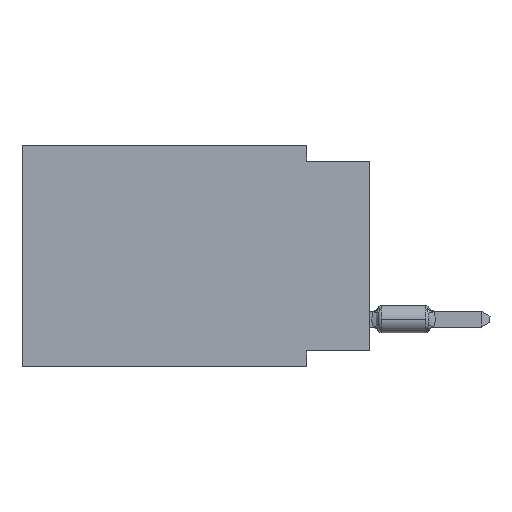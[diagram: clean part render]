
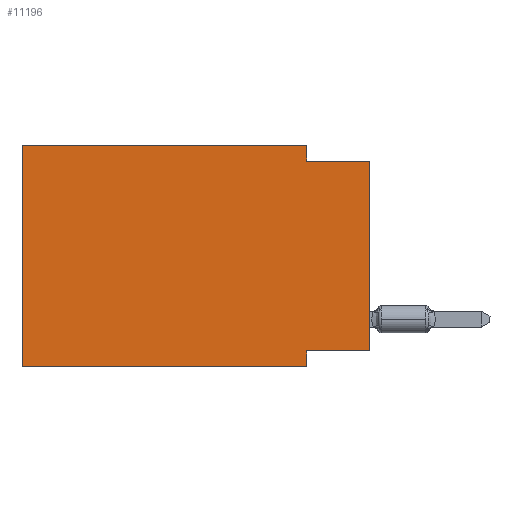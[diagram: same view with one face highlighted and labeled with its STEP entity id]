
A CAD part, left-side view. The second image highlights one B-rep face of the part: STEP entity #11196.
In plain terms, the highlighted planar face has unit normal (-1, 0, 0).
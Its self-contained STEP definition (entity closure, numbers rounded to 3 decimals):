
#4 = ORIENTED_EDGE ( 'NONE', *, *, #11973, .F. ) ;
#210 = CARTESIAN_POINT ( 'NONE',  ( 0., 0., -8.255 ) ) ;
#229 = DIRECTION ( 'NONE',  ( 0., 0., 1. ) ) ;
#425 = LINE ( 'NONE', #3249, #10676 ) ;
#679 = CARTESIAN_POINT ( 'NONE',  ( 0., 0., -8.255 ) ) ;
#1055 = CARTESIAN_POINT ( 'NONE',  ( 0., 0., -0.635 ) ) ;
#1140 = CARTESIAN_POINT ( 'NONE',  ( 0., 2.54, 0. ) ) ;
#1179 = VERTEX_POINT ( 'NONE', #210 ) ;
#1360 = EDGE_LOOP ( 'NONE', ( #13280, #6059, #10056, #10724, #6690, #5075, #4, #6670 ) ) ;
#1402 = VERTEX_POINT ( 'NONE', #3959 ) ;
#1699 = VERTEX_POINT ( 'NONE', #10753 ) ;
#1894 = LINE ( 'NONE', #4912, #6383 ) ;
#1935 = LINE ( 'NONE', #1055, #7979 ) ;
#1979 = DIRECTION ( 'NONE',  ( 0., 0., -1. ) ) ;
#2066 = LINE ( 'NONE', #13033, #2516 ) ;
#2298 = EDGE_CURVE ( 'NONE', #11195, #10640, #13207, .T. ) ;
#2380 = EDGE_CURVE ( 'NONE', #8160, #1402, #7435, .T. ) ;
#2493 = AXIS2_PLACEMENT_3D ( 'NONE', #11501, #7351, #11441 ) ;
#2516 = VECTOR ( 'NONE', #8145, 1000. ) ;
#3249 = CARTESIAN_POINT ( 'NONE',  ( 0., 2.54, -8.89 ) ) ;
#3251 = CARTESIAN_POINT ( 'NONE',  ( 0., 13.97, 0. ) ) ;
#3291 = VECTOR ( 'NONE', #8962, 1000. ) ;
#3888 = CARTESIAN_POINT ( 'NONE',  ( 0., 2.54, -8.255 ) ) ;
#3952 = DIRECTION ( 'NONE',  ( 0., -1., 0. ) ) ;
#3959 = CARTESIAN_POINT ( 'NONE',  ( 0., 13.97, 0. ) ) ;
#3987 = CARTESIAN_POINT ( 'NONE',  ( 0., 2.54, 0. ) ) ;
#4912 = CARTESIAN_POINT ( 'NONE',  ( 0., 13.97, -8.89 ) ) ;
#5075 = ORIENTED_EDGE ( 'NONE', *, *, #7918, .T. ) ;
#5244 = FACE_OUTER_BOUND ( 'NONE', #1360, .T. ) ;
#5599 = EDGE_CURVE ( 'NONE', #10640, #7568, #1935, .T. ) ;
#6059 = ORIENTED_EDGE ( 'NONE', *, *, #5599, .F. ) ;
#6332 = DIRECTION ( 'NONE',  ( 0., -1., 0. ) ) ;
#6383 = VECTOR ( 'NONE', #11111, 1000. ) ;
#6670 = ORIENTED_EDGE ( 'NONE', *, *, #6796, .F. ) ;
#6690 = ORIENTED_EDGE ( 'NONE', *, *, #2380, .F. ) ;
#6796 = EDGE_CURVE ( 'NONE', #1179, #12639, #7006, .T. ) ;
#7006 = LINE ( 'NONE', #679, #3291 ) ;
#7351 = DIRECTION ( 'NONE',  ( 1., 0., 0. ) ) ;
#7435 = LINE ( 'NONE', #3251, #10245 ) ;
#7487 = CARTESIAN_POINT ( 'NONE',  ( 0., 13.97, 0. ) ) ;
#7568 = VERTEX_POINT ( 'NONE', #12220 ) ;
#7918 = EDGE_CURVE ( 'NONE', #8160, #1699, #1894, .T. ) ;
#7973 = EDGE_CURVE ( 'NONE', #1402, #11195, #8363, .T. ) ;
#7979 = VECTOR ( 'NONE', #3952, 1000. ) ;
#8145 = DIRECTION ( 'NONE',  ( 0., 0., 1. ) ) ;
#8160 = VERTEX_POINT ( 'NONE', #11848 ) ;
#8363 = LINE ( 'NONE', #7487, #11123 ) ;
#8962 = DIRECTION ( 'NONE',  ( 0., 1., 0. ) ) ;
#8970 = VECTOR ( 'NONE', #1979, 1000. ) ;
#9048 = CARTESIAN_POINT ( 'NONE',  ( 0., 2.54, -0.635 ) ) ;
#10056 = ORIENTED_EDGE ( 'NONE', *, *, #2298, .F. ) ;
#10245 = VECTOR ( 'NONE', #229, 1000. ) ;
#10564 = PLANE ( 'NONE',  #2493 ) ;
#10640 = VERTEX_POINT ( 'NONE', #9048 ) ;
#10676 = VECTOR ( 'NONE', #11458, 1000. ) ;
#10724 = ORIENTED_EDGE ( 'NONE', *, *, #7973, .F. ) ;
#10753 = CARTESIAN_POINT ( 'NONE',  ( 0., 2.54, -8.89 ) ) ;
#11111 = DIRECTION ( 'NONE',  ( 0., -1., 0. ) ) ;
#11123 = VECTOR ( 'NONE', #6332, 1000. ) ;
#11195 = VERTEX_POINT ( 'NONE', #1140 ) ;
#11196 = ADVANCED_FACE ( 'NONE', ( #5244 ), #10564, .F. ) ;
#11441 = DIRECTION ( 'NONE',  ( 0., 0., -1. ) ) ;
#11458 = DIRECTION ( 'NONE',  ( 0., 0., -1. ) ) ;
#11501 = CARTESIAN_POINT ( 'NONE',  ( 0., 13.97, 0. ) ) ;
#11848 = CARTESIAN_POINT ( 'NONE',  ( 0., 13.97, -8.89 ) ) ;
#11973 = EDGE_CURVE ( 'NONE', #12639, #1699, #425, .T. ) ;
#12220 = CARTESIAN_POINT ( 'NONE',  ( 0., 0., -0.635 ) ) ;
#12551 = EDGE_CURVE ( 'NONE', #1179, #7568, #2066, .T. ) ;
#12639 = VERTEX_POINT ( 'NONE', #3888 ) ;
#13033 = CARTESIAN_POINT ( 'NONE',  ( 0., 0., 0. ) ) ;
#13207 = LINE ( 'NONE', #3987, #8970 ) ;
#13280 = ORIENTED_EDGE ( 'NONE', *, *, #12551, .T. ) ;
